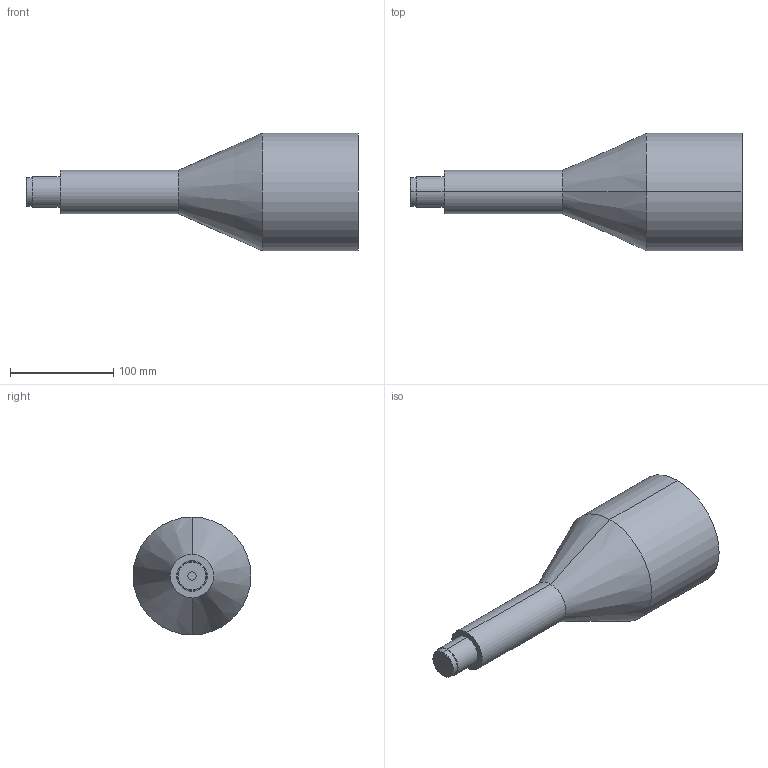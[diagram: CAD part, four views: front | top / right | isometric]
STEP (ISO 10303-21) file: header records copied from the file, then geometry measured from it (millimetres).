
FILE_DESCRIPTION (( 'STEP AP214' ), '1' );
FILE_NAME ('450070.STEP', '2025-11-19T07:03:27', ( '' ), ( '' ), 'SwSTEP 2.0', 'SolidWorks 2020', '' );
FILE_SCHEMA (( 'AUTOMOTIVE_DESIGN' ));
Length unit declared in the file: millimetre
Products named in the file (1): 450070
Bounding box: 321.3 x 114 x 114 mm (x, y, z)
Volume: 1539924.9 mm3; surface area: 85333 mm2
Topology: 1 solids, 1 shells, 25 faces, 48 edges, 30 vertices
Faces by surface type: cylinder 14, plane 7, cone 4
Entity records: 678 total; most frequent: DIRECTION 130, CARTESIAN_POINT 104, ORIENTED_EDGE 96, AXIS2_PLACEMENT_3D 56, EDGE_CURVE 48, VERTEX_POINT 30, CIRCLE 30, EDGE_LOOP 30
